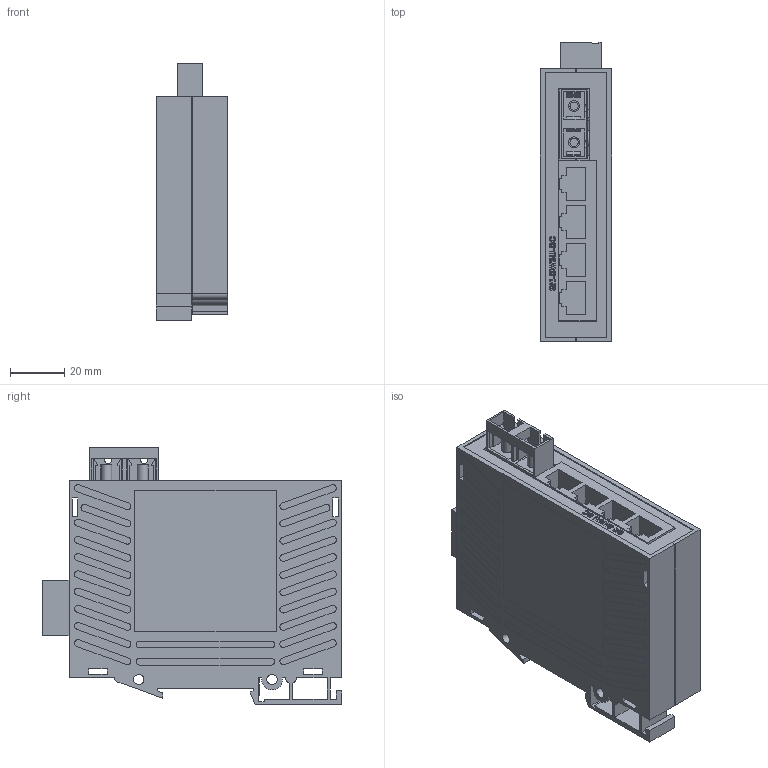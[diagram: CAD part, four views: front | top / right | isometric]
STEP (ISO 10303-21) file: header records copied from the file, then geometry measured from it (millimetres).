
FILE_DESCRIPTION (( 'STEP AP214' ), '1' );
FILE_NAME ('SE-SW5U-SC.STEP', '2012-03-06T15:43:08', ( ' ' ), ( ' ' ), 'SwSTEP 2.0', 'SolidWorks 2011', '' );
FILE_SCHEMA (( 'AUTOMOTIVE_DESIGN' ));
Length unit declared in the file: millimetre
Products named in the file (1): SE-SW5U-SC
Bounding box: 26.25 x 110.49 x 94.87 mm (x, y, z)
Volume: 39465.6 mm3; surface area: 66193 mm2
Topology: 26 solids, 26 shells, 1077 faces, 2897 edges, 1930 vertices
Faces by surface type: plane 737, cylinder 271, bspline 69
Full cylindrical faces by diameter (mm): 3 x2, 3.81 x12, 4 x2
Entity records: 40621 total; most frequent: CARTESIAN_POINT 10126, ORIENTED_EDGE 5762, DIRECTION 5303, EDGE_CURVE 2881, VECTOR 2201, LINE 2201, VERTEX_POINT 1930, AXIS2_PLACEMENT_3D 1551
